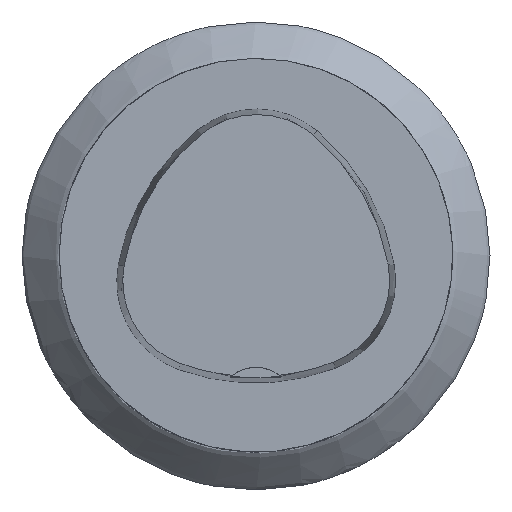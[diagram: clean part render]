
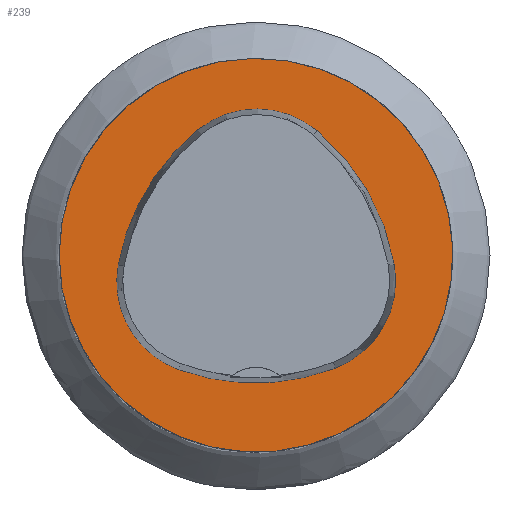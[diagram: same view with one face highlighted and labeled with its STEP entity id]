
A CAD part, top view. The second image highlights one B-rep face of the part: STEP entity #239.
In plain terms, the highlighted planar face has unit normal (0, 0, 1).
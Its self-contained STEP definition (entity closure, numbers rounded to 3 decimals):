
#213=FACE_BOUND('',#336,.T.);
#214=FACE_BOUND('',#337,.T.);
#239=ADVANCED_FACE('',(#213,#214),#260,.T.);
#260=PLANE('',#821);
#336=EDGE_LOOP('',(#433,#434,#435,#436,#437,#438));
#337=EDGE_LOOP('',(#439));
#433=ORIENTED_EDGE('',*,*,#579,.T.);
#434=ORIENTED_EDGE('',*,*,#559,.T.);
#435=ORIENTED_EDGE('',*,*,#563,.T.);
#436=ORIENTED_EDGE('',*,*,#566,.T.);
#437=ORIENTED_EDGE('',*,*,#569,.T.);
#438=ORIENTED_EDGE('',*,*,#577,.T.);
#439=ORIENTED_EDGE('',*,*,#550,.F.);
#501=VERTEX_POINT('',#1136);
#510=VERTEX_POINT('',#1155);
#511=VERTEX_POINT('',#1156);
#514=VERTEX_POINT('',#1164);
#516=VERTEX_POINT('',#1170);
#518=VERTEX_POINT('',#1176);
#525=VERTEX_POINT('',#1197);
#550=EDGE_CURVE('',#501,#501,#605,.T.);
#559=EDGE_CURVE('',#510,#511,#606,.T.);
#563=EDGE_CURVE('',#511,#514,#608,.T.);
#566=EDGE_CURVE('',#514,#516,#610,.T.);
#569=EDGE_CURVE('',#516,#518,#612,.T.);
#577=EDGE_CURVE('',#518,#525,#616,.T.);
#579=EDGE_CURVE('',#525,#510,#618,.T.);
#605=CIRCLE('',#793,31.5);
#606=CIRCLE('',#799,36.);
#608=CIRCLE('',#802,15.);
#610=CIRCLE('',#805,36.);
#612=CIRCLE('',#808,15.);
#616=CIRCLE('',#813,36.);
#618=CIRCLE('',#816,15.);
#793=AXIS2_PLACEMENT_3D('',#1135,#933,#934);
#799=AXIS2_PLACEMENT_3D('',#1154,#949,#950);
#802=AXIS2_PLACEMENT_3D('',#1163,#957,#958);
#805=AXIS2_PLACEMENT_3D('',#1169,#964,#965);
#808=AXIS2_PLACEMENT_3D('',#1175,#971,#972);
#813=AXIS2_PLACEMENT_3D('',#1198,#983,#984);
#816=AXIS2_PLACEMENT_3D('',#1201,#989,#990);
#821=AXIS2_PLACEMENT_3D('',#1206,#999,#1000);
#933=DIRECTION('',(0.,0.,-1.));
#934=DIRECTION('',(-1.,0.,0.));
#949=DIRECTION('',(0.,0.,-1.));
#950=DIRECTION('',(-1.,0.,0.));
#957=DIRECTION('',(0.,0.,-1.));
#958=DIRECTION('',(-1.,0.,0.));
#964=DIRECTION('',(0.,0.,-1.));
#965=DIRECTION('',(-1.,0.,0.));
#971=DIRECTION('',(0.,0.,-1.));
#972=DIRECTION('',(-1.,0.,0.));
#983=DIRECTION('',(0.,0.,-1.));
#984=DIRECTION('',(-1.,0.,0.));
#989=DIRECTION('',(0.,0.,-1.));
#990=DIRECTION('',(-1.,0.,0.));
#999=DIRECTION('',(0.,0.,1.));
#1000=DIRECTION('',(1.,0.,0.));
#1135=CARTESIAN_POINT('',(0.,0.,0.));
#1136=CARTESIAN_POINT('',(-31.5,0.,0.));
#1154=CARTESIAN_POINT('',(13.398,-7.893,0.));
#1155=CARTESIAN_POINT('',(-22.041,-1.562,0.));
#1156=CARTESIAN_POINT('',(-9.317,20.036,0.));
#1163=CARTESIAN_POINT('',(0.148,8.399,0.));
#1164=CARTESIAN_POINT('',(9.779,19.898,0.));
#1169=CARTESIAN_POINT('',(-13.337,-7.7,0.));
#1170=CARTESIAN_POINT('',(22.122,-1.48,0.));
#1175=CARTESIAN_POINT('',(7.347,-4.071,0.));
#1176=CARTESIAN_POINT('',(12.693,-18.087,0.));
#1197=CARTESIAN_POINT('',(-12.373,-18.307,0.));
#1198=CARTESIAN_POINT('',(-0.137,15.55,0.));
#1201=CARTESIAN_POINT('',(-7.275,-4.2,0.));
#1206=CARTESIAN_POINT('',(0.,0.,0.));
